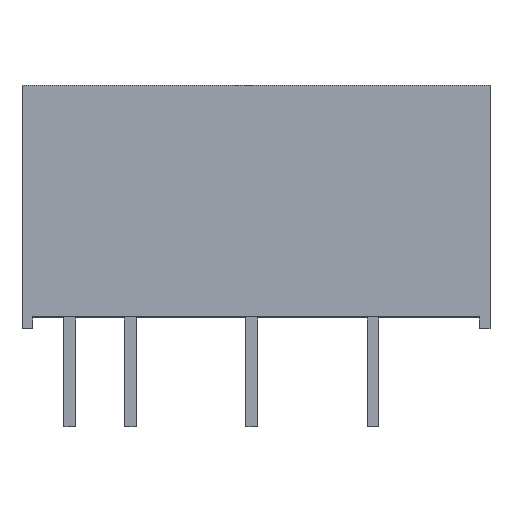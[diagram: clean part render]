
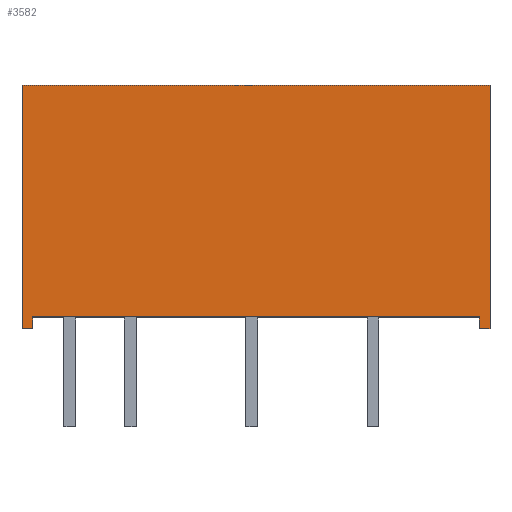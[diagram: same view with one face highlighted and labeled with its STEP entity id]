
A CAD part, top view. The second image highlights one B-rep face of the part: STEP entity #3582.
In plain terms, the highlighted planar face has unit normal (0, 0, 1).
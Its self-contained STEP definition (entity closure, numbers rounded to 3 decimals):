
#3040 = VERTEX_POINT('',#3041);
#3041 = CARTESIAN_POINT('',(-9.8,9.7,3.));
#3049 = EDGE_CURVE('',#3050,#3040,#3052,.T.);
#3050 = VERTEX_POINT('',#3051);
#3051 = CARTESIAN_POINT('',(9.8,9.7,3.));
#3052 = LINE('',#3053,#3054);
#3053 = CARTESIAN_POINT('',(0.,9.7,3.));
#3054 = VECTOR('',#3055,1.);
#3055 = DIRECTION('',(-1.,0.,0.));
#3396 = VERTEX_POINT('',#3397);
#3397 = CARTESIAN_POINT('',(-9.35,-0.5,3.));
#3403 = EDGE_CURVE('',#3404,#3396,#3406,.T.);
#3404 = VERTEX_POINT('',#3405);
#3405 = CARTESIAN_POINT('',(-9.8,-0.5,3.));
#3406 = LINE('',#3407,#3408);
#3407 = CARTESIAN_POINT('',(-9.35,-0.5,3.));
#3408 = VECTOR('',#3409,1.);
#3409 = DIRECTION('',(1.,0.,0.));
#3427 = EDGE_CURVE('',#3040,#3404,#3428,.T.);
#3428 = LINE('',#3429,#3430);
#3429 = CARTESIAN_POINT('',(-9.8,-0.5,3.));
#3430 = VECTOR('',#3431,1.);
#3431 = DIRECTION('',(0.,-1.,0.));
#3466 = EDGE_CURVE('',#3467,#3050,#3469,.T.);
#3467 = VERTEX_POINT('',#3468);
#3468 = CARTESIAN_POINT('',(9.8,-0.5,3.));
#3469 = LINE('',#3470,#3471);
#3470 = CARTESIAN_POINT('',(9.8,9.7,3.));
#3471 = VECTOR('',#3472,1.);
#3472 = DIRECTION('',(0.,1.,0.));
#3490 = EDGE_CURVE('',#3491,#3467,#3493,.T.);
#3491 = VERTEX_POINT('',#3492);
#3492 = CARTESIAN_POINT('',(9.35,-0.5,3.));
#3493 = LINE('',#3494,#3495);
#3494 = CARTESIAN_POINT('',(9.8,-0.5,3.));
#3495 = VECTOR('',#3496,1.);
#3496 = DIRECTION('',(1.,0.,0.));
#3514 = EDGE_CURVE('',#3515,#3491,#3517,.T.);
#3515 = VERTEX_POINT('',#3516);
#3516 = CARTESIAN_POINT('',(9.35,0.,3.));
#3517 = LINE('',#3518,#3519);
#3518 = CARTESIAN_POINT('',(9.35,-0.5,3.));
#3519 = VECTOR('',#3520,1.);
#3520 = DIRECTION('',(0.,-1.,0.));
#3543 = EDGE_CURVE('',#3544,#3515,#3546,.T.);
#3544 = VERTEX_POINT('',#3545);
#3545 = CARTESIAN_POINT('',(-9.35,0.,3.));
#3546 = LINE('',#3547,#3548);
#3547 = CARTESIAN_POINT('',(0.,0.,3.));
#3548 = VECTOR('',#3549,1.);
#3549 = DIRECTION('',(1.,0.,0.));
#3570 = EDGE_CURVE('',#3396,#3544,#3571,.T.);
#3571 = LINE('',#3572,#3573);
#3572 = CARTESIAN_POINT('',(-9.35,0.,3.));
#3573 = VECTOR('',#3574,1.);
#3574 = DIRECTION('',(0.,1.,0.));
#3582 = ADVANCED_FACE('',(#3583),#3593,.T.);
#3583 = FACE_BOUND('',#3584,.T.);
#3584 = EDGE_LOOP('',(#3585,#3586,#3587,#3588,#3589,#3590,#3591,#3592));
#3585 = ORIENTED_EDGE('',*,*,#3570,.T.);
#3586 = ORIENTED_EDGE('',*,*,#3543,.T.);
#3587 = ORIENTED_EDGE('',*,*,#3514,.T.);
#3588 = ORIENTED_EDGE('',*,*,#3490,.T.);
#3589 = ORIENTED_EDGE('',*,*,#3466,.T.);
#3590 = ORIENTED_EDGE('',*,*,#3049,.T.);
#3591 = ORIENTED_EDGE('',*,*,#3427,.T.);
#3592 = ORIENTED_EDGE('',*,*,#3403,.T.);
#3593 = PLANE('',#3594);
#3594 = AXIS2_PLACEMENT_3D('',#3595,#3596,#3597);
#3595 = CARTESIAN_POINT('',(0.,4.674,3.));
#3596 = DIRECTION('',(0.,0.,1.));
#3597 = DIRECTION('',(1.,0.,-0.));
